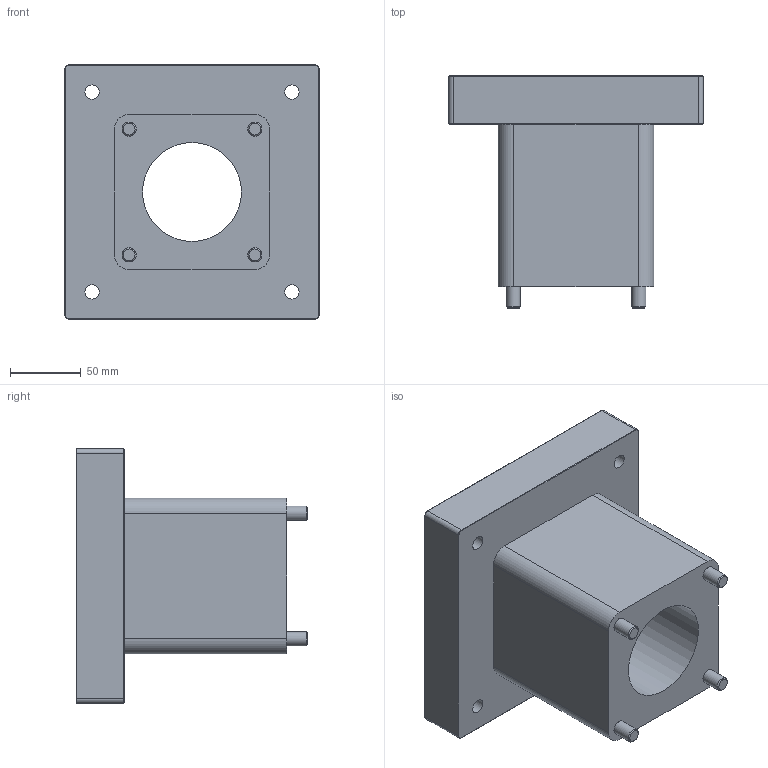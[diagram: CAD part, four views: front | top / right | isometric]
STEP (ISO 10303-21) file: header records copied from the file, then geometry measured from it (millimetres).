
FILE_DESCRIPTION(/* description */ (''),/* implementation_level */ '2;1');
FILE_NAME(/* name */ 'CAD_102302.stp',/* time_stamp */ '2018-10-26T09:55:24+02:00',/* author */ ('Hypex'),/* organization */ ('Hypex'),/* preprocessor_version */ 'ST-DEVELOPER v17',/* originating_system */ 'Autodesk Inventor 2018',/* authorisation */ '');
FILE_SCHEMA (('AUTOMOTIVE_DESIGN { 1 0 10303 214 3 1 1 }'));
Length unit declared in the file: millimetre
Products named in the file (1): CAD_102302
Bounding box: 180 x 164 x 180 mm (x, y, z)
Volume: 1826742 mm3; surface area: 171610 mm2
Topology: 1 solids, 1 shells, 63 faces, 136 edges, 85 vertices
Faces by surface type: plane 28, cylinder 22, cone 13
Full cylindrical faces by diameter (mm): 10 x4, 10.106 x4, 16.5 x4, 70 x1, 114.3 x1
Entity records: 1774 total; most frequent: DIRECTION 325, CARTESIAN_POINT 285, ORIENTED_EDGE 272, EDGE_CURVE 136, AXIS2_PLACEMENT_3D 125, VERTEX_POINT 85, EDGE_LOOP 83, LINE 75
